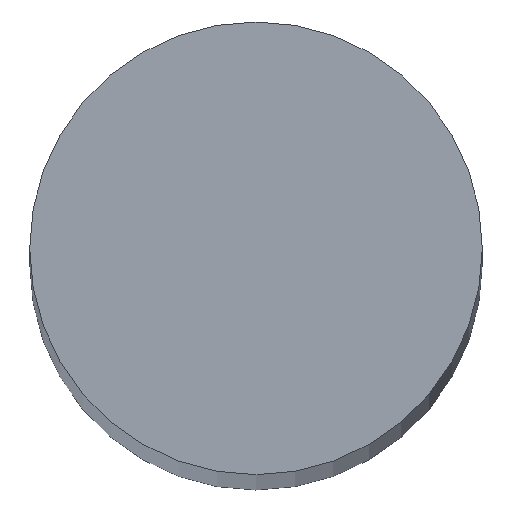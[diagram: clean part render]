
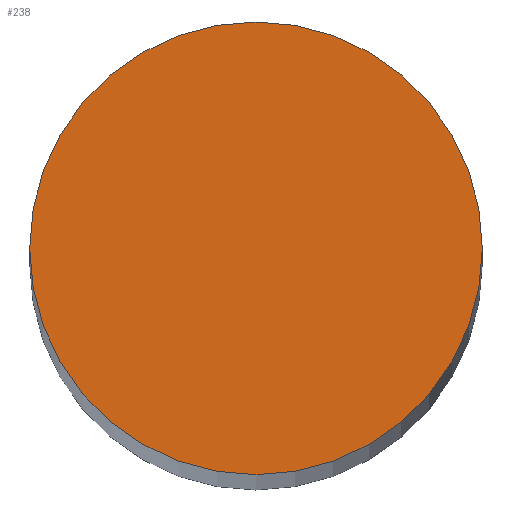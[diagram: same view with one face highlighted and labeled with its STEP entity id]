
A CAD part, top view. The second image highlights one B-rep face of the part: STEP entity #238.
In plain terms, the highlighted planar face has unit normal (0, 0, 1).
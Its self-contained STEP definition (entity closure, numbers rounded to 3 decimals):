
#3 = EDGE_LOOP ( 'NONE', ( #79, #339 ) ) ;
#67 = CIRCLE ( 'NONE', #156, 4. ) ;
#69 = DIRECTION ( 'NONE',  ( 1., 0., 0. ) ) ;
#79 = ORIENTED_EDGE ( 'NONE', *, *, #222, .T. ) ;
#94 = DIRECTION ( 'NONE',  ( 1., 0., 0. ) ) ;
#95 = FACE_OUTER_BOUND ( 'NONE', #3, .T. ) ;
#156 = AXIS2_PLACEMENT_3D ( 'NONE', #220, #217, #69 ) ;
#160 = CARTESIAN_POINT ( 'NONE',  ( 0., 0., 77.5 ) ) ;
#171 = AXIS2_PLACEMENT_3D ( 'NONE', #160, #325, #94 ) ;
#187 = DIRECTION ( 'NONE',  ( 0., 0., 1. ) ) ;
#199 = VERTEX_POINT ( 'NONE', #289 ) ;
#210 = AXIS2_PLACEMENT_3D ( 'NONE', #219, #187, #294 ) ;
#217 = DIRECTION ( 'NONE',  ( 0., 0., 1. ) ) ;
#219 = CARTESIAN_POINT ( 'NONE',  ( 0., 0., 77.5 ) ) ;
#220 = CARTESIAN_POINT ( 'NONE',  ( 0., 0., 77.5 ) ) ;
#222 = EDGE_CURVE ( 'NONE', #311, #199, #67, .T. ) ;
#238 = ADVANCED_FACE ( 'NONE', ( #95 ), #349, .T. ) ;
#289 = CARTESIAN_POINT ( 'NONE',  ( -4., 0., 77.5 ) ) ;
#294 = DIRECTION ( 'NONE',  ( 1., 0., 0. ) ) ;
#303 = EDGE_CURVE ( 'NONE', #199, #311, #360, .T. ) ;
#311 = VERTEX_POINT ( 'NONE', #327 ) ;
#325 = DIRECTION ( 'NONE',  ( 0., 0., 1. ) ) ;
#327 = CARTESIAN_POINT ( 'NONE',  ( 4., 0., 77.5 ) ) ;
#339 = ORIENTED_EDGE ( 'NONE', *, *, #303, .T. ) ;
#349 = PLANE ( 'NONE',  #171 ) ;
#360 = CIRCLE ( 'NONE', #210, 4. ) ;
